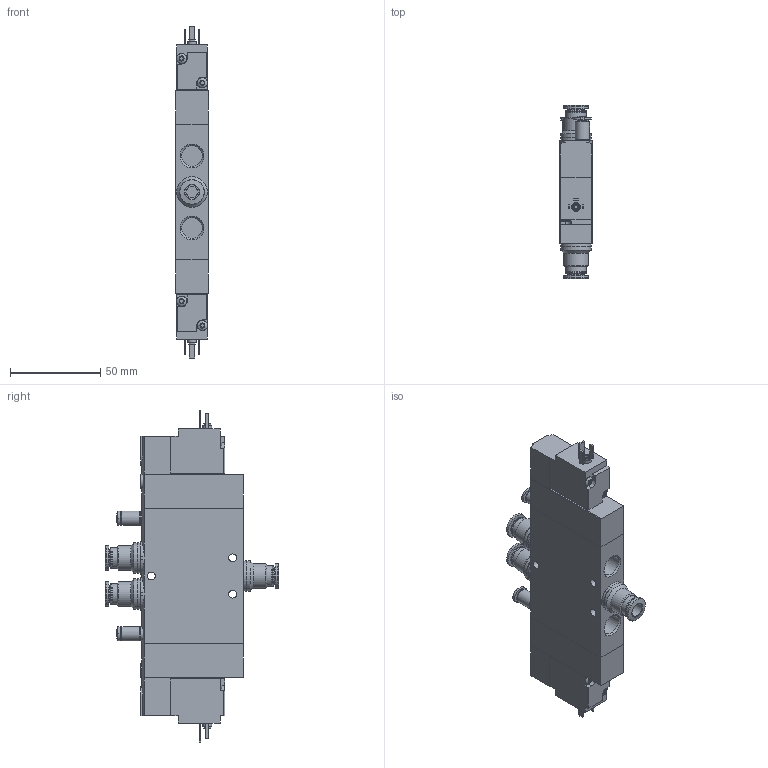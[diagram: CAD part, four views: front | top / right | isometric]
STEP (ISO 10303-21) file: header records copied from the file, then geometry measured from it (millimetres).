
FILE_DESCRIPTION(/* description */ ('STEP AP214'),/* implementation_level */ '2;1');
FILE_NAME(/* name */ '163799_CPE18-M3H-5JS-QS-8',/* time_stamp */ '2024-08-06T20:46:37+02:00',/* author */ ('License CC BY-ND 4.0'),/* organization */ ('CADENAS'),/* preprocessor_version */ 'ST-DEVELOPER v19.3',/* originating_system */ 'PARTsolutions',/* authorisation */ ' ');
FILE_SCHEMA (('AUTOMOTIVE_DESIGN {1 0 10303 214 3 1 1}'));
Length unit declared in the file: millimetre
Products named in the file (5): 163799 CPE18-M3H-5JS-QS-8; CPE18-...-5; 186110 QS-G1/4-8-I; CPE18-KMEB_M3H; 153313 QSM-M5-3-I
Assembly tree (8 placements, depth 2):
  163799 CPE18-M3H-5JS-QS-8
    CPE18-...-5
    186110 QS-G1/4-8-I  x3
    CPE18-KMEB_M3H  x2
    153313 QSM-M5-3-I  x2
Bounding box: 18 x 96.2 x 184 mm (x, y, z)
Volume: 150637.7 mm3; surface area: 42280.9 mm2
Topology: 8 solids, 8 shells, 475 faces, 1099 edges, 700 vertices
Faces by surface type: plane 219, cylinder 164, cone 71, torus 21
Full cylindrical faces by diameter (mm): 2 x2, 2.013 x2, 2.5 x2, 3 x2, 3.8 x2, 4.134 x4, 4.4 x5, 5 x4, 5.6 x6, 7.8 x6, 8 x9, 9.4 x3, 11.4 x6, 11.445 x5, 13.157 x3, 13.7 x3, 13.8 x3, 16.4 x6, 17 x6
Entity records: 7020 total; most frequent: CARTESIAN_POINT 1300, DIRECTION 1048, ORIENTED_EDGE 918, EDGE_CURVE 459, AXIS2_PLACEMENT_3D 412, EDGE_LOOP 345, FACE_BOUND 345, VERTEX_POINT 334
